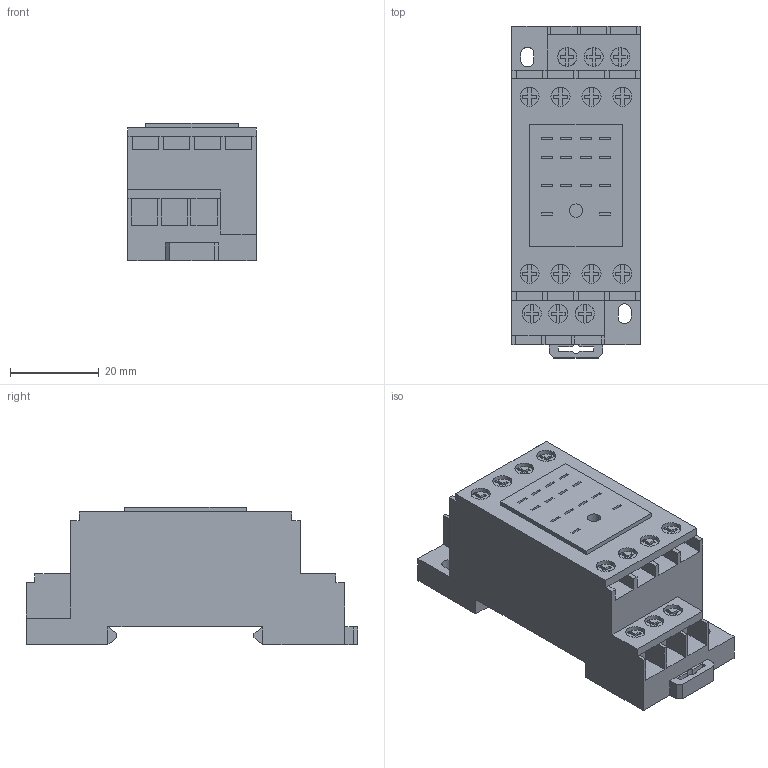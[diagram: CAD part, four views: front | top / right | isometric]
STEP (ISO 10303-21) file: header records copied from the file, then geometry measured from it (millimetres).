
FILE_DESCRIPTION (( 'STEP AP203' ), '1' );
FILE_NAME ('17.STEP', '2022-04-27T05:28:34', ( '' ), ( '' ), 'SwSTEP 2.0', 'SolidWorks 2017', '' );
FILE_SCHEMA (( 'CONFIG_CONTROL_DESIGN' ));
Length unit declared in the file: millimetre
Products named in the file (1): 17
Bounding box: 29 x 75 x 31 mm (x, y, z)
Volume: 46617.6 mm3; surface area: 12266.8 mm2
Topology: 1 solids, 1 shells, 516 faces, 1334 edges, 849 vertices
Faces by surface type: plane 480, cylinder 36
Entity records: 15476 total; most frequent: CARTESIAN_POINT 2700, ORIENTED_EDGE 2668, DIRECTION 2525, EDGE_CURVE 1334, LINE 1177, VECTOR 1177, VERTEX_POINT 849, AXIS2_PLACEMENT_3D 674
